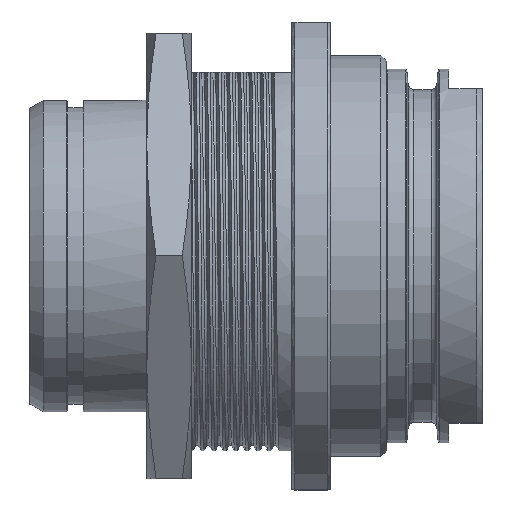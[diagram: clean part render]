
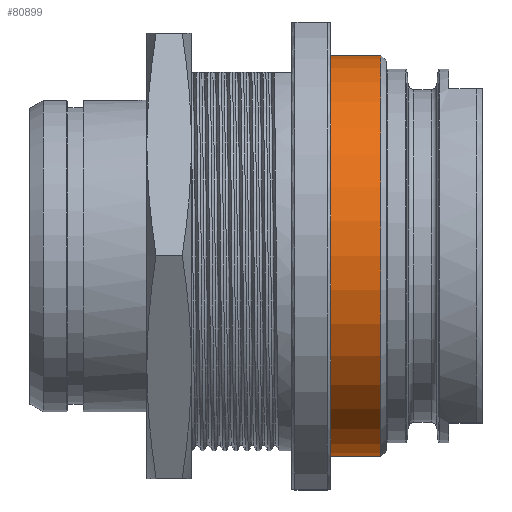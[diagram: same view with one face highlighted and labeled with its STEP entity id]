
A CAD part, top view. The second image highlights one B-rep face of the part: STEP entity #80899.
In plain terms, the highlighted cylindrical face has radius 18 mm (diameter 36 mm), a partial arc.
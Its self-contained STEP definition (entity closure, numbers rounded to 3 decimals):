
#19366=CARTESIAN_POINT('',(27.,0.838,-0.866));
#19367=DIRECTION('',(1.,0.,0.));
#19368=DIRECTION('',(0.,1.,0.));
#19369=AXIS2_PLACEMENT_3D('',#19366,#19367,#19368);
#19437=CARTESIAN_POINT('',(31.5,0.838,-0.866));
#19438=DIRECTION('',(1.,0.,0.));
#19439=DIRECTION('',(0.,1.,0.));
#19440=AXIS2_PLACEMENT_3D('',#19437,#19438,#19439);
#19442=DIRECTION('',(-1.,0.,0.));
#19443=VECTOR('',#19442,4.5);
#19444=CARTESIAN_POINT('',(31.5,18.838,-0.866));
#19445=LINE('4672',#19444,#19443);
#19446=DIRECTION('',(-1.,0.,0.));
#19447=VECTOR('',#19446,4.5);
#19448=CARTESIAN_POINT('',(31.5,-17.162,-0.866));
#19449=LINE('4673',#19448,#19447);
#40223=CARTESIAN_POINT('',(31.5,18.838,-0.866));
#40224=CARTESIAN_POINT('',(27.,18.838,-0.866));
#40225=VERTEX_POINT('',#40223);
#40226=VERTEX_POINT('',#40224);
#40227=CARTESIAN_POINT('',(31.5,-17.162,-0.866));
#40228=CARTESIAN_POINT('',(27.,-17.162,-0.866));
#40229=VERTEX_POINT('',#40227);
#40230=VERTEX_POINT('',#40228);
#80885=CARTESIAN_POINT('',(-1.6,0.838,-0.866));
#80886=DIRECTION('',(1.,0.,0.));
#80887=DIRECTION('',(0.,-1.,0.));
#80888=AXIS2_PLACEMENT_3D('',#80885,#80886,#80887);
#80889=CYLINDRICAL_SURFACE('246',#80888,18.);
#80891=ORIENTED_EDGE('4672',*,*,#80890,.F.);
#80893=ORIENTED_EDGE('4700',*,*,#80892,.T.);
#80895=ORIENTED_EDGE('4673',*,*,#80894,.T.);
#80896=ORIENTED_EDGE('4674',*,*,#80794,.F.);
#80897=EDGE_LOOP('246',(#80891,#80893,#80895,#80896));
#80898=FACE_OUTER_BOUND('246',#80897,.F.);
#19370=CIRCLE('4674',#19369,18.);
#19441=CIRCLE('4700',#19440,18.);
#80794=EDGE_CURVE('4674',#40226,#40230,#19370,.T.);
#80890=EDGE_CURVE('4672',#40225,#40226,#19445,.T.);
#80892=EDGE_CURVE('4700',#40225,#40229,#19441,.T.);
#80894=EDGE_CURVE('4673',#40229,#40230,#19449,.T.);
#80899=ADVANCED_FACE('246',(#80898),#80889,.T.);
